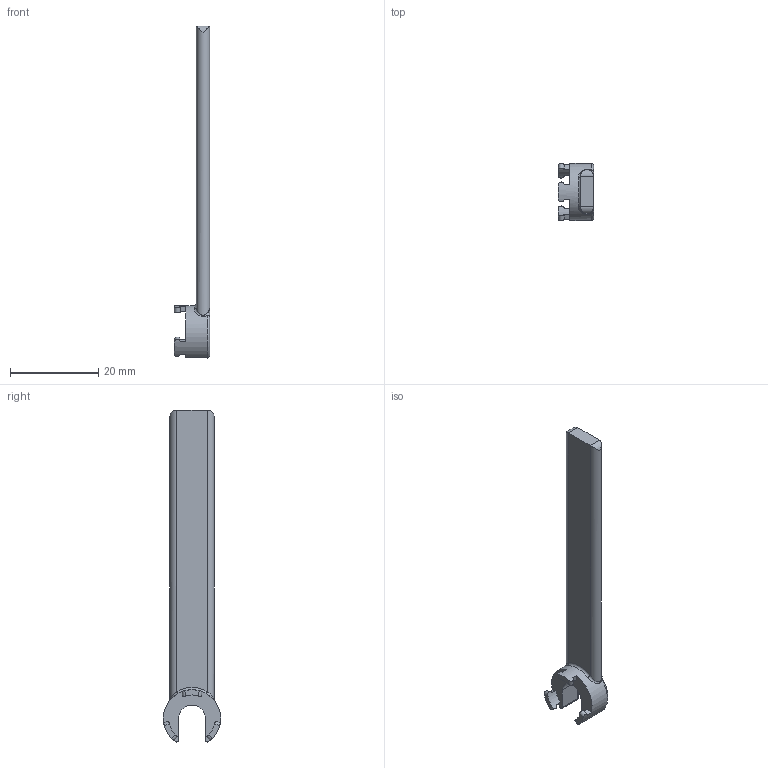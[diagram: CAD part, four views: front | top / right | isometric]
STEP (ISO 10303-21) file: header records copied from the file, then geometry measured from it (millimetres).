
FILE_DESCRIPTION( ( 'Unknown' ), '1' );
FILE_NAME( '711808000-E.stp', 'Unknown', ( 'Unknown' ), ( 'Unknown' ), 'PSStep 15.0.49', 'Unknown', ' ' );
FILE_SCHEMA( ( 'AUTOMOTIVE_DESIGN { 1 0 10303 214 1 1 1 1 }' ) );
Length unit declared in the file: millimetre
Products named in the file (1): 1
Bounding box: 8 x 12.98 x 75.37 mm (x, y, z)
Volume: 2266.4 mm3; surface area: 2026 mm2
Topology: 1 solids, 1 shells, 44 faces, 116 edges, 70 vertices
Faces by surface type: cylinder 19, plane 15, torus 4, bspline 4, sphere 2
Entity records: 3013 total; most frequent: CARTESIAN_POINT 1618, ORIENTED_EDGE 220, DIRECTION 212, EDGE_CURVE 110, AXIS2_PLACEMENT_3D 81, VERTEX_POINT 68, LINE 50, VECTOR 50
